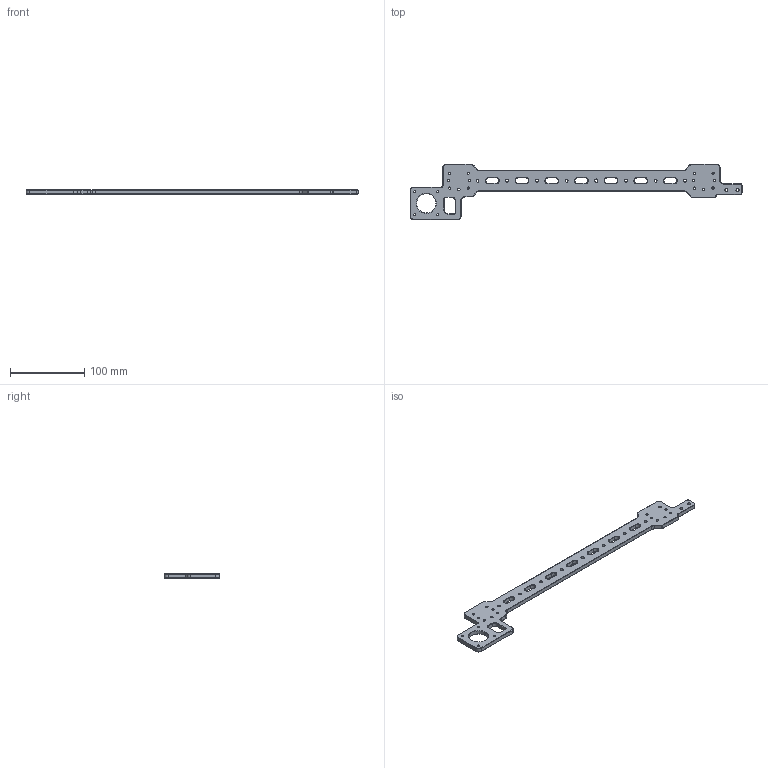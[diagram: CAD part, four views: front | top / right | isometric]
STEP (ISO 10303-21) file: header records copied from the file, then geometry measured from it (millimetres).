
FILE_DESCRIPTION (( 'STEP AP203' ), '1' );
FILE_NAME ('X-Axis Motor Plate.STEP', '2020-08-20T18:23:05', ( '' ), ( '' ), 'SwSTEP 2.0', 'SolidWorks 2019', '' );
FILE_SCHEMA (( 'CONFIG_CONTROL_DESIGN' ));
Length unit declared in the file: millimetre
Products named in the file (1): X-Axis Motor Plate
Bounding box: 447.5 x 74.58 x 6 mm (x, y, z)
Volume: 77647.7 mm3; surface area: 36213.9 mm2
Topology: 1 solids, 1 shells, 370 faces, 883 edges, 535 vertices
Faces by surface type: cylinder 143, plane 133, cone 94
Entity records: 10871 total; most frequent: DIRECTION 2012, CARTESIAN_POINT 1789, ORIENTED_EDGE 1766, EDGE_CURVE 883, AXIS2_PLACEMENT_3D 758, VERTEX_POINT 535, VECTOR 496, LINE 496
